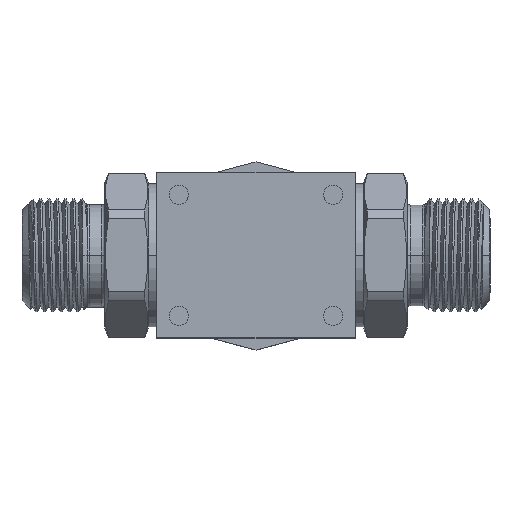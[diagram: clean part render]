
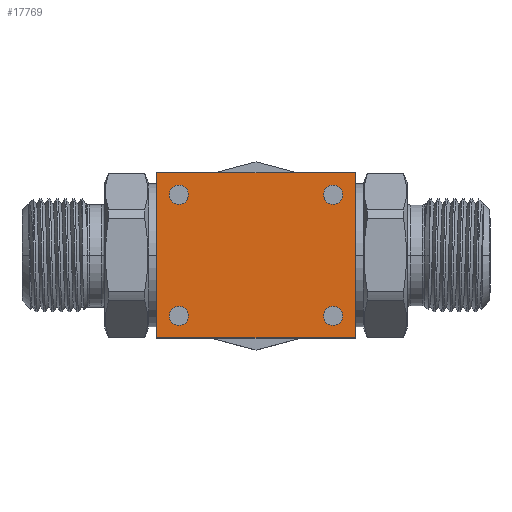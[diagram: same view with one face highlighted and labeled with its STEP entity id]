
A CAD part, top view. The second image highlights one B-rep face of the part: STEP entity #17769.
In plain terms, the highlighted planar face has unit normal (0, 0, 1).
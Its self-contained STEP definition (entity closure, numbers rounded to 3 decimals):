
#381 = LINE ( 'NONE', #3165, #9474 ) ;
#392 = VERTEX_POINT ( 'NONE', #13820 ) ;
#430 = CIRCLE ( 'NONE', #6848, 1.75 ) ;
#459 = ORIENTED_EDGE ( 'NONE', *, *, #8578, .T. ) ;
#554 = DIRECTION ( 'NONE',  ( -1., 0., 0. ) ) ;
#745 = EDGE_LOOP ( 'NONE', ( #5245, #16617 ) ) ;
#837 = CIRCLE ( 'NONE', #11477, 1.75 ) ;
#1259 = CARTESIAN_POINT ( 'NONE',  ( -12.25, 4., 15. ) ) ;
#1274 = LINE ( 'NONE', #9667, #4308 ) ;
#1764 = EDGE_CURVE ( 'NONE', #5882, #7874, #8961, .T. ) ;
#1846 = VERTEX_POINT ( 'NONE', #15847 ) ;
#1889 = CIRCLE ( 'NONE', #8950, 1.75 ) ;
#2108 = DIRECTION ( 'NONE',  ( -1., 0., 0. ) ) ;
#2244 = DIRECTION ( 'NONE',  ( 0., 0., -1. ) ) ;
#2465 = DIRECTION ( 'NONE',  ( 0., 0., 1. ) ) ;
#2488 = ORIENTED_EDGE ( 'NONE', *, *, #19248, .F. ) ;
#2839 = CARTESIAN_POINT ( 'NONE',  ( 18., 30., 15. ) ) ;
#2876 = ORIENTED_EDGE ( 'NONE', *, *, #8445, .F. ) ;
#3165 = CARTESIAN_POINT ( 'NONE',  ( -18., 30., 15. ) ) ;
#3629 = PLANE ( 'NONE',  #16361 ) ;
#3727 = ORIENTED_EDGE ( 'NONE', *, *, #15839, .T. ) ;
#3869 = CARTESIAN_POINT ( 'NONE',  ( -14., 26., 15. ) ) ;
#3919 = DIRECTION ( 'NONE',  ( 0., 0., -1. ) ) ;
#4019 = ORIENTED_EDGE ( 'NONE', *, *, #10849, .T. ) ;
#4308 = VECTOR ( 'NONE', #9928, 1000. ) ;
#5245 = ORIENTED_EDGE ( 'NONE', *, *, #16482, .F. ) ;
#5354 = CARTESIAN_POINT ( 'NONE',  ( -14., 26., 15. ) ) ;
#5409 = ORIENTED_EDGE ( 'NONE', *, *, #8814, .T. ) ;
#5482 = DIRECTION ( 'NONE',  ( 1., 0., 0. ) ) ;
#5882 = VERTEX_POINT ( 'NONE', #1259 ) ;
#5907 = DIRECTION ( 'NONE',  ( 1., 0., 0. ) ) ;
#5959 = ORIENTED_EDGE ( 'NONE', *, *, #18484, .T. ) ;
#6094 = DIRECTION ( 'NONE',  ( 0., 0., 1. ) ) ;
#6480 = FACE_BOUND ( 'NONE', #11734, .T. ) ;
#6511 = VERTEX_POINT ( 'NONE', #18141 ) ;
#6526 = EDGE_LOOP ( 'NONE', ( #4019, #3727 ) ) ;
#6668 = CARTESIAN_POINT ( 'NONE',  ( 14., 26., 15. ) ) ;
#6742 = CARTESIAN_POINT ( 'NONE',  ( -18., 30., 15. ) ) ;
#6848 = AXIS2_PLACEMENT_3D ( 'NONE', #5354, #2465, #5482 ) ;
#7102 = DIRECTION ( 'NONE',  ( -1., 0., 0. ) ) ;
#7708 = CARTESIAN_POINT ( 'NONE',  ( 12.25, 26., 15. ) ) ;
#7874 = VERTEX_POINT ( 'NONE', #9207 ) ;
#7930 = CIRCLE ( 'NONE', #18588, 1.75 ) ;
#8198 = AXIS2_PLACEMENT_3D ( 'NONE', #14723, #10470, #5907 ) ;
#8445 = EDGE_CURVE ( 'NONE', #7874, #5882, #9676, .T. ) ;
#8578 = EDGE_CURVE ( 'NONE', #11605, #11998, #13900, .T. ) ;
#8814 = EDGE_CURVE ( 'NONE', #1846, #6511, #1274, .T. ) ;
#8950 = AXIS2_PLACEMENT_3D ( 'NONE', #3869, #14286, #9856 ) ;
#8961 = CIRCLE ( 'NONE', #16382, 1.75 ) ;
#9207 = CARTESIAN_POINT ( 'NONE',  ( -15.75, 4., 15. ) ) ;
#9384 = VERTEX_POINT ( 'NONE', #14941 ) ;
#9474 = VECTOR ( 'NONE', #16672, 1000. ) ;
#9485 = DIRECTION ( 'NONE',  ( 0., 0., -1. ) ) ;
#9667 = CARTESIAN_POINT ( 'NONE',  ( -18., 0., 15. ) ) ;
#9676 = CIRCLE ( 'NONE', #8198, 1.75 ) ;
#9856 = DIRECTION ( 'NONE',  ( 1., 0., 0. ) ) ;
#9928 = DIRECTION ( 'NONE',  ( 1., 0., 0. ) ) ;
#9951 = CARTESIAN_POINT ( 'NONE',  ( -12.25, 26., 15. ) ) ;
#10029 = CARTESIAN_POINT ( 'NONE',  ( -18., 30., 15. ) ) ;
#10119 = CARTESIAN_POINT ( 'NONE',  ( 15.75, 26., 15. ) ) ;
#10470 = DIRECTION ( 'NONE',  ( 0., 0., 1. ) ) ;
#10849 = EDGE_CURVE ( 'NONE', #11254, #12526, #11016, .T. ) ;
#11016 = CIRCLE ( 'NONE', #17920, 1.75 ) ;
#11254 = VERTEX_POINT ( 'NONE', #10119 ) ;
#11328 = DIRECTION ( 'NONE',  ( -1., 0., 0. ) ) ;
#11477 = AXIS2_PLACEMENT_3D ( 'NONE', #15866, #3919, #7102 ) ;
#11490 = AXIS2_PLACEMENT_3D ( 'NONE', #17979, #16478, #18050 ) ;
#11605 = VERTEX_POINT ( 'NONE', #17460 ) ;
#11734 = EDGE_LOOP ( 'NONE', ( #5959, #459 ) ) ;
#11782 = EDGE_LOOP ( 'NONE', ( #13017, #2876 ) ) ;
#11891 = FACE_BOUND ( 'NONE', #745, .T. ) ;
#11939 = DIRECTION ( 'NONE',  ( 0., -1., 0. ) ) ;
#11998 = VERTEX_POINT ( 'NONE', #15944 ) ;
#12212 = VERTEX_POINT ( 'NONE', #13826 ) ;
#12526 = VERTEX_POINT ( 'NONE', #7708 ) ;
#12587 = EDGE_CURVE ( 'NONE', #392, #1846, #381, .T. ) ;
#13017 = ORIENTED_EDGE ( 'NONE', *, *, #1764, .F. ) ;
#13260 = FACE_BOUND ( 'NONE', #6526, .T. ) ;
#13820 = CARTESIAN_POINT ( 'NONE',  ( -18., 30., 15. ) ) ;
#13826 = CARTESIAN_POINT ( 'NONE',  ( 18., 30., 15. ) ) ;
#13862 = EDGE_LOOP ( 'NONE', ( #5409, #2488, #14749, #14057 ) ) ;
#13900 = CIRCLE ( 'NONE', #11490, 1.75 ) ;
#14057 = ORIENTED_EDGE ( 'NONE', *, *, #12587, .T. ) ;
#14286 = DIRECTION ( 'NONE',  ( 0., 0., 1. ) ) ;
#14723 = CARTESIAN_POINT ( 'NONE',  ( -14., 4., 15. ) ) ;
#14749 = ORIENTED_EDGE ( 'NONE', *, *, #15102, .F. ) ;
#14941 = CARTESIAN_POINT ( 'NONE',  ( -15.75, 26., 15. ) ) ;
#15102 = EDGE_CURVE ( 'NONE', #392, #12212, #18537, .T. ) ;
#15839 = EDGE_CURVE ( 'NONE', #12526, #11254, #7930, .T. ) ;
#15847 = CARTESIAN_POINT ( 'NONE',  ( -18., 0., 15. ) ) ;
#15855 = DIRECTION ( 'NONE',  ( 1., 0., 0. ) ) ;
#15866 = CARTESIAN_POINT ( 'NONE',  ( 14., 4., 15. ) ) ;
#15910 = EDGE_CURVE ( 'NONE', #9384, #19236, #1889, .T. ) ;
#15944 = CARTESIAN_POINT ( 'NONE',  ( 15.75, 4., 15. ) ) ;
#16361 = AXIS2_PLACEMENT_3D ( 'NONE', #6742, #9485, #554 ) ;
#16382 = AXIS2_PLACEMENT_3D ( 'NONE', #17985, #6094, #16557 ) ;
#16478 = DIRECTION ( 'NONE',  ( 0., 0., -1. ) ) ;
#16482 = EDGE_CURVE ( 'NONE', #19236, #9384, #430, .T. ) ;
#16557 = DIRECTION ( 'NONE',  ( 1., 0., 0. ) ) ;
#16617 = ORIENTED_EDGE ( 'NONE', *, *, #15910, .F. ) ;
#16672 = DIRECTION ( 'NONE',  ( 0., -1., 0. ) ) ;
#16927 = DIRECTION ( 'NONE',  ( 0., 0., -1. ) ) ;
#17460 = CARTESIAN_POINT ( 'NONE',  ( 12.25, 4., 15. ) ) ;
#17709 = FACE_BOUND ( 'NONE', #11782, .T. ) ;
#17769 = ADVANCED_FACE ( 'NONE', ( #13260, #6480, #11891, #17709, #17932 ), #3629, .F. ) ;
#17920 = AXIS2_PLACEMENT_3D ( 'NONE', #18315, #16927, #2108 ) ;
#17932 = FACE_OUTER_BOUND ( 'NONE', #13862, .T. ) ;
#17979 = CARTESIAN_POINT ( 'NONE',  ( 14., 4., 15. ) ) ;
#17985 = CARTESIAN_POINT ( 'NONE',  ( -14., 4., 15. ) ) ;
#18050 = DIRECTION ( 'NONE',  ( -1., 0., 0. ) ) ;
#18141 = CARTESIAN_POINT ( 'NONE',  ( 18., 0., 15. ) ) ;
#18315 = CARTESIAN_POINT ( 'NONE',  ( 14., 26., 15. ) ) ;
#18484 = EDGE_CURVE ( 'NONE', #11998, #11605, #837, .T. ) ;
#18537 = LINE ( 'NONE', #10029, #19016 ) ;
#18588 = AXIS2_PLACEMENT_3D ( 'NONE', #6668, #2244, #11328 ) ;
#18794 = VECTOR ( 'NONE', #11939, 1000. ) ;
#19016 = VECTOR ( 'NONE', #15855, 1000. ) ;
#19046 = LINE ( 'NONE', #2839, #18794 ) ;
#19236 = VERTEX_POINT ( 'NONE', #9951 ) ;
#19248 = EDGE_CURVE ( 'NONE', #12212, #6511, #19046, .T. ) ;
